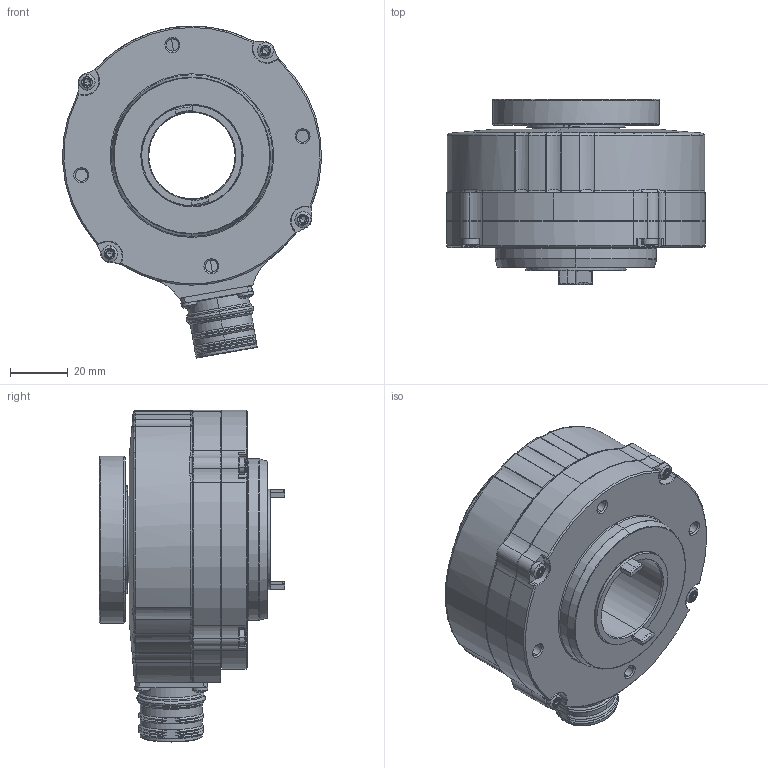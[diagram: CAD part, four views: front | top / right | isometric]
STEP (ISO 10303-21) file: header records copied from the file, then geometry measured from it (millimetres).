
FILE_DESCRIPTION (( 'STEP AP203' ), '1' );
FILE_NAME ('M013_DSU9H30_6R.STEP', '2018-03-29T06:44:43', ( '' ), ( '' ), 'SwSTEP 2.0', 'SolidWorks 2016', '' );
FILE_SCHEMA (( 'CONFIG_CONTROL_DESIGN' ));
Length unit declared in the file: millimetre
Products named in the file (1): M013_DSU9H30_6R
Bounding box: 89.92 x 64.5 x 115.28 mm (x, y, z)
Surface area: 42226.7 mm2 (no closed solid volume)
Topology: 0 solids, 16 shells, 756 faces, 2240 edges, 1441 vertices
Faces by surface type: cylinder 260, plane 163, torus 149, cone 117, bspline 59, sphere 8
Entity records: 28192 total; most frequent: CARTESIAN_POINT 8716, DIRECTION 4116, ORIENTED_EDGE 3940, EDGE_CURVE 2214, AXIS2_PLACEMENT_3D 1723, VERTEX_POINT 1441, CIRCLE 1025, EDGE_LOOP 806
